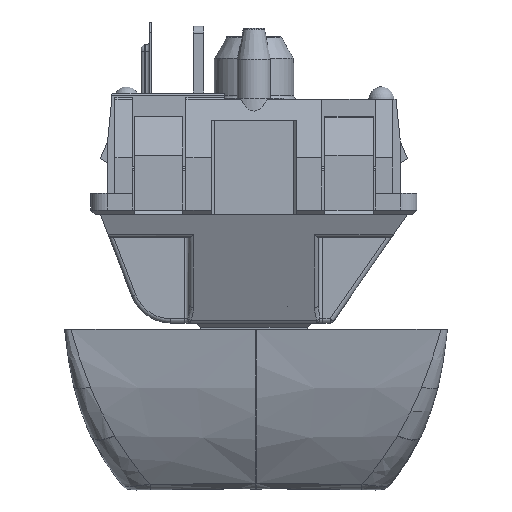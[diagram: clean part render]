
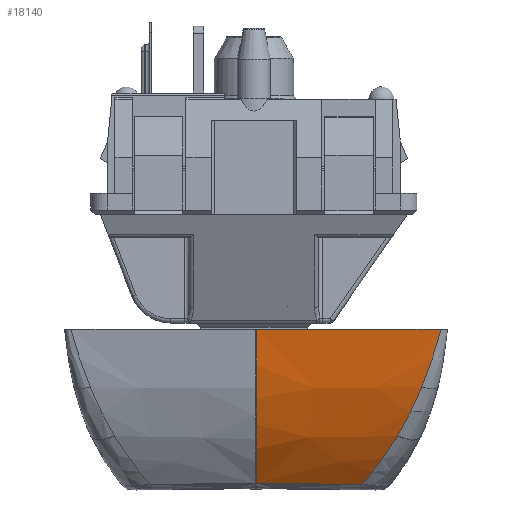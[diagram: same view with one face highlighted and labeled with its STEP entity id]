
A CAD part, front view. The second image highlights one B-rep face of the part: STEP entity #18140.
In plain terms, the highlighted free-form (B-spline) face has degree [3, 3] with [4, 8] control points.
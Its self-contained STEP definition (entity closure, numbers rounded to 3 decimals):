
#79=B_SPLINE_SURFACE_WITH_KNOTS('',3,3,((#45964,#45965,#45966,#45967,#45968,
#45969,#45970,#45971),(#45972,#45973,#45974,#45975,#45976,#45977,#45978,
#45979),(#45980,#45981,#45982,#45983,#45984,#45985,#45986,#45987),(#45988,
#45989,#45990,#45991,#45992,#45993,#45994,#45995)),.UNSPECIFIED.,.F.,.F.,
 .F.,(4,4),(4,2,2,4),(0.033,1.),(0.,0.321,0.622,
0.957),.UNSPECIFIED.);
#348=B_SPLINE_CURVE_WITH_KNOTS('',3,(#45522,#45523,#45524,#45525,#45526,
#45527,#45528,#45529),.UNSPECIFIED.,.F.,.F.,(4,1,1,2,4),(0.,0.16,
0.417,0.505,0.506),.UNSPECIFIED.);
#351=B_SPLINE_CURVE_WITH_KNOTS('',3,(#45634,#45635,#45636,#45637,#45638,
#45639,#45640,#45641,#45642,#45643,#45644,#45645,#45646,#45647,#45648,#45649,
#45650,#45651,#45652,#45653,#45654,#45655,#45656,#45657,#45658),
 .UNSPECIFIED.,.F.,.F.,(4,3,3,3,3,3,3,3,4),(0.555,0.555,
0.603,0.65,0.702,0.755,
0.807,0.815,0.852),.UNSPECIFIED.);
#356=B_SPLINE_CURVE_WITH_KNOTS('',3,(#45828,#45829,#45830,#45831,#45832),
 .UNSPECIFIED.,.F.,.F.,(4,1,4),(0.295,0.407,0.552),
 .UNSPECIFIED.);
#359=B_SPLINE_CURVE_WITH_KNOTS('',3,(#45913,#45914,#45915,#45916,#45917),
 .UNSPECIFIED.,.F.,.F.,(4,1,4),(0.003,0.204,0.293),
 .UNSPECIFIED.);
#361=B_SPLINE_CURVE_WITH_KNOTS('',3,(#45998,#45999,#46000,#46001,#46002),
 .UNSPECIFIED.,.F.,.F.,(4,1,4),(0.731,0.865,1.),
 .UNSPECIFIED.);
#2167=FACE_OUTER_BOUND('',#3198,.T.);
#3198=EDGE_LOOP('',(#16410,#16411,#16412,#16413,#16414,#16415,#16416,#16417));
#5122=LINE('',#45784,#7034);
#5123=LINE('',#45869,#7035);
#5124=LINE('',#45997,#7036);
#7034=VECTOR('',#24547,10.);
#7035=VECTOR('',#24548,10.);
#7036=VECTOR('',#24549,10.);
#8655=VERTEX_POINT('',#45327);
#8658=VERTEX_POINT('',#45508);
#8660=VERTEX_POINT('',#45587);
#8665=VERTEX_POINT('',#45737);
#8666=VERTEX_POINT('',#45820);
#8667=VERTEX_POINT('',#45861);
#8668=VERTEX_POINT('',#45905);
#8669=VERTEX_POINT('',#45996);
#11243=EDGE_CURVE('',#8655,#8658,#348,.T.);
#11246=EDGE_CURVE('',#8660,#8655,#351,.T.);
#11253=EDGE_CURVE('',#8665,#8660,#5122,.T.);
#11255=EDGE_CURVE('',#8666,#8665,#356,.T.);
#11257=EDGE_CURVE('',#8667,#8666,#5123,.T.);
#11259=EDGE_CURVE('',#8668,#8667,#359,.T.);
#11261=EDGE_CURVE('',#8668,#8669,#5124,.T.);
#11262=EDGE_CURVE('',#8658,#8669,#361,.T.);
#16410=ORIENTED_EDGE('',*,*,#11243,.F.);
#16411=ORIENTED_EDGE('',*,*,#11246,.F.);
#16412=ORIENTED_EDGE('',*,*,#11253,.F.);
#16413=ORIENTED_EDGE('',*,*,#11255,.F.);
#16414=ORIENTED_EDGE('',*,*,#11257,.F.);
#16415=ORIENTED_EDGE('',*,*,#11259,.F.);
#16416=ORIENTED_EDGE('',*,*,#11261,.T.);
#16417=ORIENTED_EDGE('',*,*,#11262,.F.);
#18140=ADVANCED_FACE('',(#2167),#79,.T.);
#24547=DIRECTION('',(-0.476,0.796,0.375));
#24548=DIRECTION('',(-0.369,0.903,0.22));
#24549=DIRECTION('',(-1.,0.,0.));
#45327=CARTESIAN_POINT('',(5.068,7.423,-6.43));
#45508=CARTESIAN_POINT('',(0.01,7.372,-6.471));
#45522=CARTESIAN_POINT('Ctrl Pts',(5.068,7.423,-6.43));
#45523=CARTESIAN_POINT('Ctrl Pts',(4.534,7.415,-6.436));
#45524=CARTESIAN_POINT('Ctrl Pts',(3.145,7.397,-6.451));
#45525=CARTESIAN_POINT('Ctrl Pts',(1.461,7.381,-6.464));
#45526=CARTESIAN_POINT('Ctrl Pts',(0.31,7.373,-6.47));
#45527=CARTESIAN_POINT('Ctrl Pts',(0.013,7.372,
-6.471));
#45528=CARTESIAN_POINT('Ctrl Pts',(0.011,7.372,
-6.471));
#45529=CARTESIAN_POINT('Ctrl Pts',(0.01,7.372,-6.471));
#45587=CARTESIAN_POINT('',(6.763,5.114,-7.886));
#45634=CARTESIAN_POINT('Ctrl Pts',(6.763,5.114,-7.886));
#45635=CARTESIAN_POINT('Ctrl Pts',(6.763,5.114,-7.886));
#45636=CARTESIAN_POINT('Ctrl Pts',(6.763,5.114,-7.886));
#45637=CARTESIAN_POINT('Ctrl Pts',(6.763,5.114,-7.886));
#45638=CARTESIAN_POINT('Ctrl Pts',(6.68,5.251,-7.821));
#45639=CARTESIAN_POINT('Ctrl Pts',(6.596,5.387,-7.753));
#45640=CARTESIAN_POINT('Ctrl Pts',(6.51,5.521,-7.683));
#45641=CARTESIAN_POINT('Ctrl Pts',(6.426,5.65,-7.616));
#45642=CARTESIAN_POINT('Ctrl Pts',(6.342,5.778,-7.546));
#45643=CARTESIAN_POINT('Ctrl Pts',(6.255,5.903,-7.473));
#45644=CARTESIAN_POINT('Ctrl Pts',(6.158,6.045,-7.392));
#45645=CARTESIAN_POINT('Ctrl Pts',(6.06,6.183,-7.308));
#45646=CARTESIAN_POINT('Ctrl Pts',(5.959,6.32,-7.222));
#45647=CARTESIAN_POINT('Ctrl Pts',(5.859,6.456,-7.136));
#45648=CARTESIAN_POINT('Ctrl Pts',(5.757,6.59,-7.047));
#45649=CARTESIAN_POINT('Ctrl Pts',(5.654,6.722,-6.956));
#45650=CARTESIAN_POINT('Ctrl Pts',(5.55,6.854,-6.864));
#45651=CARTESIAN_POINT('Ctrl Pts',(5.444,6.983,-6.77));
#45652=CARTESIAN_POINT('Ctrl Pts',(5.338,7.11,-6.675));
#45653=CARTESIAN_POINT('Ctrl Pts',(5.323,7.128,-6.661));
#45654=CARTESIAN_POINT('Ctrl Pts',(5.308,7.146,-6.647));
#45655=CARTESIAN_POINT('Ctrl Pts',(5.293,7.163,-6.634));
#45656=CARTESIAN_POINT('Ctrl Pts',(5.218,7.251,-6.567));
#45657=CARTESIAN_POINT('Ctrl Pts',(5.143,7.338,-6.499));
#45658=CARTESIAN_POINT('Ctrl Pts',(5.068,7.423,-6.43));
#45737=CARTESIAN_POINT('',(6.776,5.092,-7.896));
#45784=CARTESIAN_POINT('',(6.776,5.092,-7.896));
#45820=CARTESIAN_POINT('',(7.929,2.766,-8.702));
#45828=CARTESIAN_POINT('Ctrl Pts',(7.929,2.766,-8.702));
#45829=CARTESIAN_POINT('Ctrl Pts',(7.785,3.116,-8.617));
#45830=CARTESIAN_POINT('Ctrl Pts',(7.434,3.91,-8.393));
#45831=CARTESIAN_POINT('Ctrl Pts',(7.024,4.677,-8.091));
#45832=CARTESIAN_POINT('Ctrl Pts',(6.776,5.092,-7.896));
#45861=CARTESIAN_POINT('',(7.934,2.753,-8.706));
#45869=CARTESIAN_POINT('',(7.934,2.753,-8.706));
#45905=CARTESIAN_POINT('',(8.856,0.,-9.15));
#45913=CARTESIAN_POINT('Ctrl Pts',(8.856,0.,
-9.15));
#45914=CARTESIAN_POINT('Ctrl Pts',(8.683,0.642,-9.09));
#45915=CARTESIAN_POINT('Ctrl Pts',(8.396,1.565,-8.967));
#45916=CARTESIAN_POINT('Ctrl Pts',(8.048,2.474,-8.773));
#45917=CARTESIAN_POINT('Ctrl Pts',(7.934,2.753,-8.706));
#45964=CARTESIAN_POINT('Ctrl Pts',(8.856,0.,-9.15));
#45965=CARTESIAN_POINT('Ctrl Pts',(8.773,0.927,-9.064));
#45966=CARTESIAN_POINT('Ctrl Pts',(8.635,1.87,-8.92));
#45967=CARTESIAN_POINT('Ctrl Pts',(8.233,3.588,-8.503));
#45968=CARTESIAN_POINT('Ctrl Pts',(7.98,4.361,-8.241));
#45969=CARTESIAN_POINT('Ctrl Pts',(7.272,5.917,-7.508));
#45970=CARTESIAN_POINT('Ctrl Pts',(6.803,6.687,-7.024));
#45971=CARTESIAN_POINT('Ctrl Pts',(6.231,7.419,-6.433));
#45972=CARTESIAN_POINT('Ctrl Pts',(5.908,0.,-9.15));
#45973=CARTESIAN_POINT('Ctrl Pts',(5.852,0.955,-9.061));
#45974=CARTESIAN_POINT('Ctrl Pts',(5.76,1.912,-8.912));
#45975=CARTESIAN_POINT('Ctrl Pts',(5.493,3.643,-8.484));
#45976=CARTESIAN_POINT('Ctrl Pts',(5.327,4.415,-8.217));
#45977=CARTESIAN_POINT('Ctrl Pts',(4.853,5.958,-7.483));
#45978=CARTESIAN_POINT('Ctrl Pts',(4.539,6.713,-7.003));
#45979=CARTESIAN_POINT('Ctrl Pts',(4.157,7.427,-6.427));
#45980=CARTESIAN_POINT('Ctrl Pts',(2.959,0.,-9.15));
#45981=CARTESIAN_POINT('Ctrl Pts',(2.931,0.982,-9.059));
#45982=CARTESIAN_POINT('Ctrl Pts',(2.885,1.927,-8.911));
#45983=CARTESIAN_POINT('Ctrl Pts',(2.749,3.656,-8.485));
#45984=CARTESIAN_POINT('Ctrl Pts',(2.662,4.443,-8.211));
#45985=CARTESIAN_POINT('Ctrl Pts',(2.428,5.988,-7.467));
#45986=CARTESIAN_POINT('Ctrl Pts',(2.274,6.738,-6.984));
#45987=CARTESIAN_POINT('Ctrl Pts',(2.083,7.434,-6.421));
#45988=CARTESIAN_POINT('Ctrl Pts',(0.01,0.,-9.15));
#45989=CARTESIAN_POINT('Ctrl Pts',(0.01,1.01,
-9.056));
#45990=CARTESIAN_POINT('Ctrl Pts',(0.01,1.97,
-8.903));
#45991=CARTESIAN_POINT('Ctrl Pts',(0.01,3.713,
-8.466));
#45992=CARTESIAN_POINT('Ctrl Pts',(0.01,4.499,
-8.187));
#45993=CARTESIAN_POINT('Ctrl Pts',(0.01,6.03,
-7.441));
#45994=CARTESIAN_POINT('Ctrl Pts',(0.01,6.764,
-6.963));
#45995=CARTESIAN_POINT('Ctrl Pts',(0.01,7.441,
-6.415));
#45996=CARTESIAN_POINT('',(0.01,0.,-9.15));
#45997=CARTESIAN_POINT('',(9.16,0.,-9.15));
#45998=CARTESIAN_POINT('Ctrl Pts',(0.01,7.372,
-6.471));
#45999=CARTESIAN_POINT('Ctrl Pts',(0.01,6.41,
-7.24));
#46000=CARTESIAN_POINT('Ctrl Pts',(0.01,4.249,-8.487));
#46001=CARTESIAN_POINT('Ctrl Pts',(0.01,1.485,-9.012));
#46002=CARTESIAN_POINT('Ctrl Pts',(0.01,0.,-9.15));
